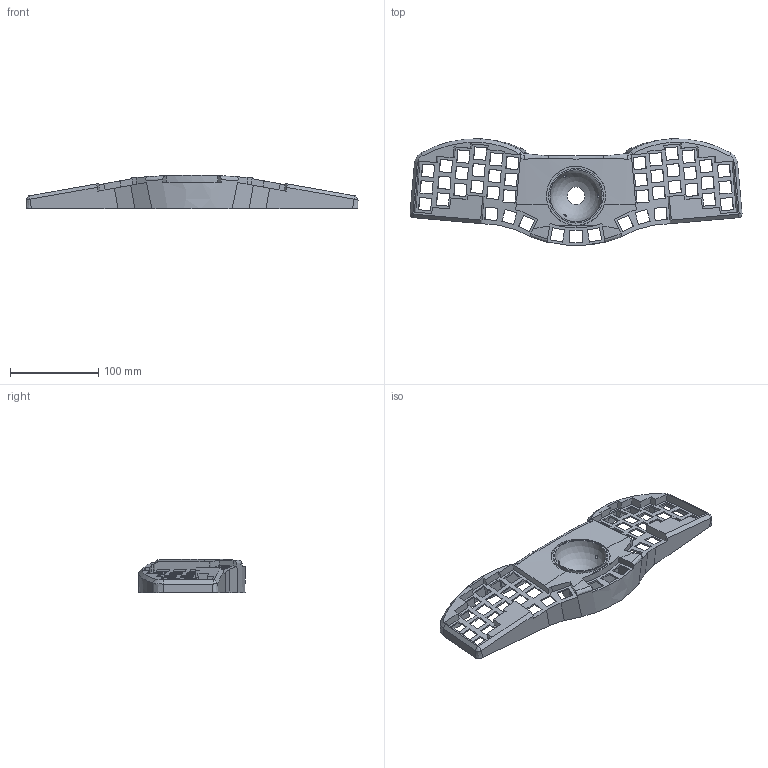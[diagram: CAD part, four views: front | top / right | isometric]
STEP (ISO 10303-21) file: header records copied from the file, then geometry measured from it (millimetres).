
FILE_DESCRIPTION(/* description */ (''),/* implementation_level */ '2;1');
FILE_NAME(/* name */ 'xi-6-mx-unibody-tr57-ne-mk.step',/* time_stamp */ '2024-10-18T08:25:10-07:00',/* author */ (''),/* organization */ (''),/* preprocessor_version */ 'ST-DEVELOPER v20',/* originating_system */ 'Autodesk Translation Framework v13.20.0.188',/* authorisation */ '');
FILE_SCHEMA (('AUTOMOTIVE_DESIGN { 1 0 10303 214 3 1 1 }'));
Length unit declared in the file: millimetre
Products named in the file (1): FusionComponent
Bounding box: 376.51 x 120.8 x 38.5 mm (x, y, z)
Volume: 307543.9 mm3; surface area: 111754.6 mm2
Topology: 1 solids, 1 shells, 423 faces, 1193 edges, 786 vertices
Faces by surface type: plane 340, cylinder 43, bspline 22, cone 12, sphere 6
Full cylindrical faces by diameter (mm): 3.5 x11, 5.5 x2, 20 x1, 25 x1, 62 x1, 67 x1
Entity records: 14580 total; most frequent: CARTESIAN_POINT 3516, ORIENTED_EDGE 2380, DIRECTION 2039, EDGE_CURVE 1190, LINE 983, VECTOR 983, VERTEX_POINT 786, EDGE_LOOP 540
